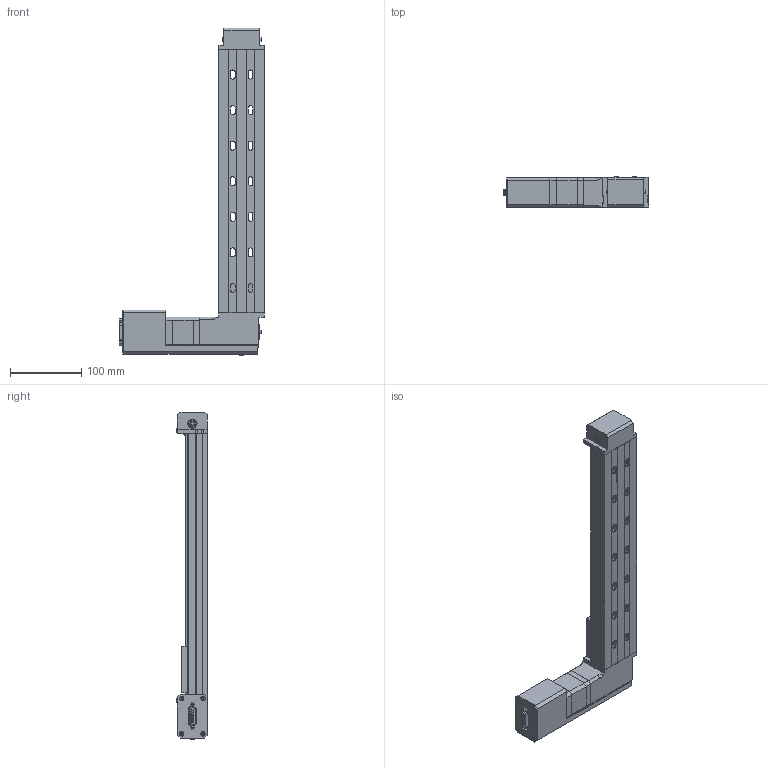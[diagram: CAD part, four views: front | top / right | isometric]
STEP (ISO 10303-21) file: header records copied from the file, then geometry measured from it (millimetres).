
FILE_DESCRIPTION (( 'STEP AP203' ), '1' );
FILE_NAME ('BLQ0295-E01T3A.step', '2023-05-18T00:12:58', ( '' ), ( '' ), 'SwSTEP 2.0', 'SolidWorks 2019', '' );
FILE_SCHEMA (( 'CONFIG_CONTROL_DESIGN' ));
Length unit declared in the file: millimetre
Products named in the file (4): NMS17_motor^BLQ_BLQ-E01T3A; BLQ_carriage^BLQ_Standard; BLQ0295-E01T3A; BLQ_base^BLQ_BLQ0295
Assembly tree (3 placements, depth 2):
  BLQ0295-E01T3A
    BLQ_base^BLQ_BLQ0295
    BLQ_carriage^BLQ_Standard
    NMS17_motor^BLQ_BLQ-E01T3A
Bounding box: 204.61 x 44.15 x 460.2 mm (x, y, z)
Volume: 854076.9 mm3; surface area: 229343.2 mm2
Topology: 29 solids, 29 shells, 909 faces, 2346 edges, 1536 vertices
Faces by surface type: plane 473, cylinder 384, cone 26, torus 16, sphere 10
Entity records: 28382 total; most frequent: CARTESIAN_POINT 5031, DIRECTION 4984, ORIENTED_EDGE 4644, EDGE_CURVE 2322, AXIS2_PLACEMENT_3D 1809, VERTEX_POINT 1528, VECTOR 1366, LINE 1366
